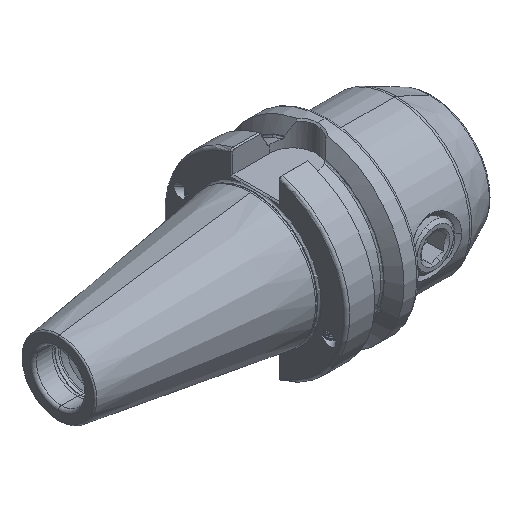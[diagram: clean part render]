
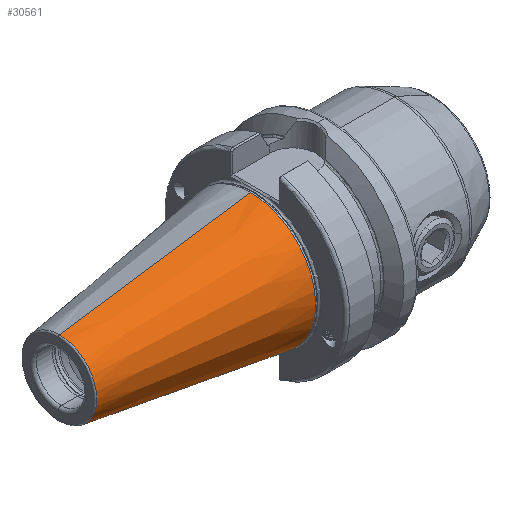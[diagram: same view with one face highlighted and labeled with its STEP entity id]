
A CAD part, isometric view. The second image highlights one B-rep face of the part: STEP entity #30561.
In plain terms, the highlighted conical face has half-angle 8.297 degrees and reference radius 22.298 mm.
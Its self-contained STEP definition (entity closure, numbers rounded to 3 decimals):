
#128 = CARTESIAN_POINT ( 'NONE',  ( -1.5, 0., 0. ) ) ;
#134 = DIRECTION ( 'NONE',  ( 1., 0., 0. ) ) ;
#181 = DIRECTION ( 'NONE',  ( 0., 0., -1. ) ) ;
#884 = VERTEX_POINT ( 'NONE', #10171 ) ;
#898 = VERTEX_POINT ( 'NONE', #10185 ) ;
#959 = VERTEX_POINT ( 'NONE', #10163 ) ;
#986 = VERTEX_POINT ( 'NONE', #10250 ) ;
#1490 = ORIENTED_EDGE ( 'NONE', *, *, #9553, .T. ) ;
#1505 = ORIENTED_EDGE ( 'NONE', *, *, #9405, .F. ) ;
#1518 = ORIENTED_EDGE ( 'NONE', *, *, #9337, .T. ) ;
#1521 = ORIENTED_EDGE ( 'NONE', *, *, #9473, .F. ) ;
#4412 = CIRCLE ( 'NONE', #20008, 22.298 ) ;
#4451 = VECTOR ( 'NONE', #24711, 1000. ) ;
#4469 = LINE ( 'NONE', #24758, #4451 ) ;
#4556 = VECTOR ( 'NONE', #13648, 1000. ) ;
#4560 = LINE ( 'NONE', #13660, #4556 ) ;
#5265 = CIRCLE ( 'NONE', #20003, 12.75 ) ;
#9337 = EDGE_CURVE ( 'NONE', #959, #884, #5265, .T. ) ;
#9405 = EDGE_CURVE ( 'NONE', #986, #898, #4412, .T. ) ;
#9473 = EDGE_CURVE ( 'NONE', #959, #986, #4469, .T. ) ;
#9553 = EDGE_CURVE ( 'NONE', #884, #898, #4560, .T. ) ;
#10163 = CARTESIAN_POINT ( 'NONE',  ( -66.972, 0., 12.75 ) ) ;
#10171 = CARTESIAN_POINT ( 'NONE',  ( -66.972, 0., -12.75 ) ) ;
#10185 = CARTESIAN_POINT ( 'NONE',  ( -1.5, 0., -22.298 ) ) ;
#10250 = CARTESIAN_POINT ( 'NONE',  ( -1.5, 0., 22.298 ) ) ;
#13648 = DIRECTION ( 'NONE',  ( 0.99, 0., -0.144 ) ) ;
#13660 = CARTESIAN_POINT ( 'NONE',  ( -1.5, 0., -22.298 ) ) ;
#15791 = EDGE_LOOP ( 'NONE', ( #1521, #1518, #1490, #1505 ) ) ;
#20003 = AXIS2_PLACEMENT_3D ( 'NONE', #29854, #29848, #29855 ) ;
#20008 = AXIS2_PLACEMENT_3D ( 'NONE', #21606, #21617, #21632 ) ;
#21606 = CARTESIAN_POINT ( 'NONE',  ( -1.5, 0., 0. ) ) ;
#21617 = DIRECTION ( 'NONE',  ( 1., 0., 0. ) ) ;
#21632 = DIRECTION ( 'NONE',  ( 0., 0., -1. ) ) ;
#24711 = DIRECTION ( 'NONE',  ( 0.99, 0., 0.144 ) ) ;
#24758 = CARTESIAN_POINT ( 'NONE',  ( -1.5, 0., 22.298 ) ) ;
#25132 = FACE_OUTER_BOUND ( 'NONE', #15791, .T. ) ;
#25141 = CONICAL_SURFACE ( 'NONE', #30953, 22.298, 0.145 ) ;
#29848 = DIRECTION ( 'NONE',  ( 1., 0., 0. ) ) ;
#29854 = CARTESIAN_POINT ( 'NONE',  ( -66.972, 0., 0. ) ) ;
#29855 = DIRECTION ( 'NONE',  ( 0., 0., -1. ) ) ;
#30561 = ADVANCED_FACE ( 'NONE', ( #25132 ), #25141, .T. ) ;
#30953 = AXIS2_PLACEMENT_3D ( 'NONE', #128, #134, #181 ) ;
